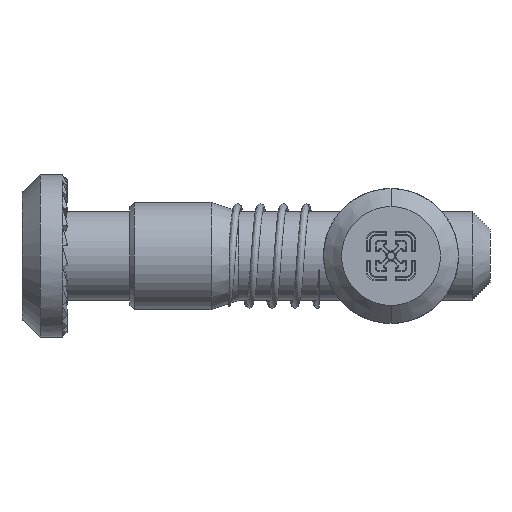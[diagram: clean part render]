
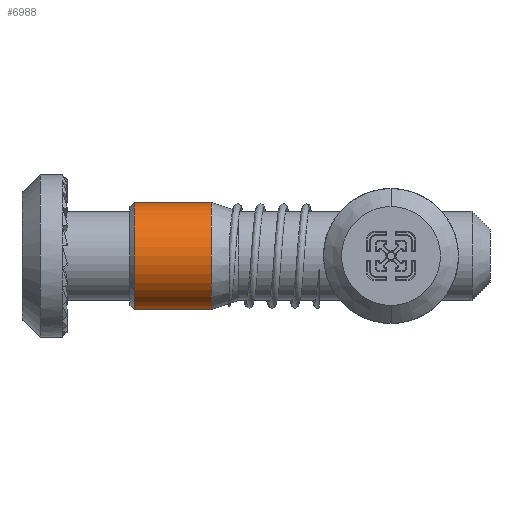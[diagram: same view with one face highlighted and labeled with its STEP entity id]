
A CAD part, left-side view. The second image highlights one B-rep face of the part: STEP entity #6988.
In plain terms, the highlighted cylindrical face has radius 5.95 mm (diameter 11.9 mm), a partial arc.
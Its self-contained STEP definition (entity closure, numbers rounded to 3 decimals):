
#309 = EDGE_CURVE ( 'NONE', #1018, #6695, #2645, .T. ) ;
#365 = EDGE_CURVE ( 'NONE', #6681, #6650, #2684, .T. ) ;
#594 = AXIS2_PLACEMENT_3D ( 'NONE', #1590, #1589, #1585 ) ;
#1018 = VERTEX_POINT ( 'NONE', #1305 ) ;
#1305 = CARTESIAN_POINT ( 'NONE',  ( -1.519, 2.379, -3.368 ) ) ;
#1585 = DIRECTION ( 'NONE',  ( 0., 0., 1. ) ) ;
#1589 = DIRECTION ( 'NONE',  ( 0., 1., 0. ) ) ;
#1590 = CARTESIAN_POINT ( 'NONE',  ( -1.519, 23.379, 2.582 ) ) ;
#2645 = CIRCLE ( 'NONE', #5643, 5.95 ) ;
#2684 = CIRCLE ( 'NONE', #5655, 5.95 ) ;
#3852 = FACE_OUTER_BOUND ( 'NONE', #6699, .T. ) ;
#3855 = CYLINDRICAL_SURFACE ( 'NONE', #594, 5.95 ) ;
#4259 = DIRECTION ( 'NONE',  ( 0., -1., 0. ) ) ;
#4266 = CARTESIAN_POINT ( 'NONE',  ( -1.519, 10.879, 2.582 ) ) ;
#4270 = DIRECTION ( 'NONE',  ( 0., 0., 1. ) ) ;
#4416 = ORIENTED_EDGE ( 'NONE', *, *, #309, .T. ) ;
#4461 = ORIENTED_EDGE ( 'NONE', *, *, #9741, .T. ) ;
#4483 = ORIENTED_EDGE ( 'NONE', *, *, #9740, .F. ) ;
#5077 = LINE ( 'NONE', #8507, #5080 ) ;
#5079 = LINE ( 'NONE', #8509, #5082 ) ;
#5080 = VECTOR ( 'NONE', #8508, 1000. ) ;
#5082 = VECTOR ( 'NONE', #8510, 1000. ) ;
#5643 = AXIS2_PLACEMENT_3D ( 'NONE', #9393, #9676, #9574 ) ;
#5655 = AXIS2_PLACEMENT_3D ( 'NONE', #4266, #4259, #4270 ) ;
#6650 = VERTEX_POINT ( 'NONE', #7510 ) ;
#6681 = VERTEX_POINT ( 'NONE', #7541 ) ;
#6695 = VERTEX_POINT ( 'NONE', #7555 ) ;
#6699 = EDGE_LOOP ( 'NONE', ( #4483, #4416, #4461, #9247 ) ) ;
#6988 = ADVANCED_FACE ( 'NONE', ( #3852 ), #3855, .T. ) ;
#7510 = CARTESIAN_POINT ( 'NONE',  ( -1.519, 10.879, -3.368 ) ) ;
#7541 = CARTESIAN_POINT ( 'NONE',  ( -1.519, 10.879, 8.532 ) ) ;
#7555 = CARTESIAN_POINT ( 'NONE',  ( -1.519, 2.379, 8.532 ) ) ;
#8507 = CARTESIAN_POINT ( 'NONE',  ( -1.519, 23.379, -3.368 ) ) ;
#8508 = DIRECTION ( 'NONE',  ( 0., 1., 0. ) ) ;
#8509 = CARTESIAN_POINT ( 'NONE',  ( -1.519, 23.379, 8.532 ) ) ;
#8510 = DIRECTION ( 'NONE',  ( 0., 1., 0. ) ) ;
#9247 = ORIENTED_EDGE ( 'NONE', *, *, #365, .T. ) ;
#9393 = CARTESIAN_POINT ( 'NONE',  ( -1.519, 2.379, 2.582 ) ) ;
#9574 = DIRECTION ( 'NONE',  ( 0., 0., 1. ) ) ;
#9676 = DIRECTION ( 'NONE',  ( 0., 1., 0. ) ) ;
#9740 = EDGE_CURVE ( 'NONE', #1018, #6650, #5077, .T. ) ;
#9741 = EDGE_CURVE ( 'NONE', #6695, #6681, #5079, .T. ) ;
